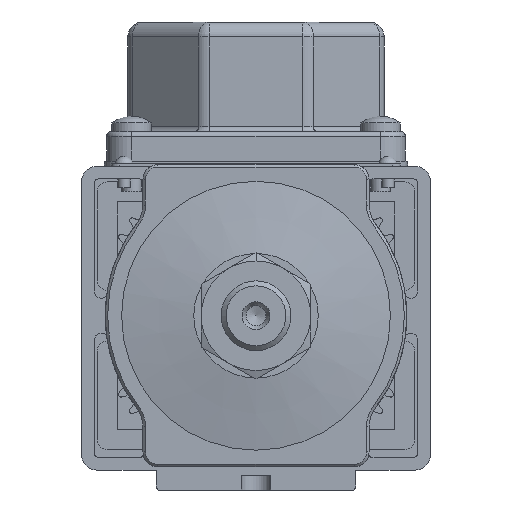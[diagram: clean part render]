
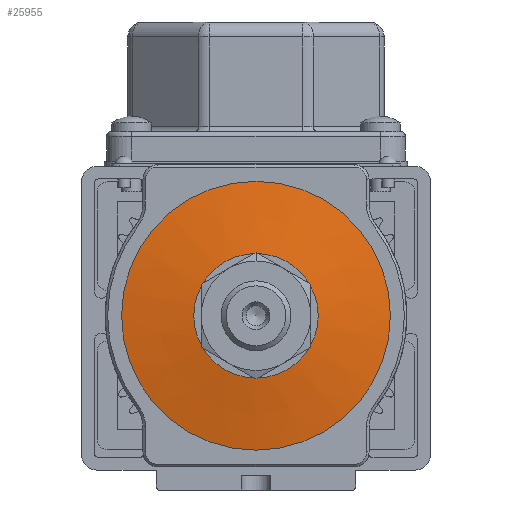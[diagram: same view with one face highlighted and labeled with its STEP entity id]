
A CAD part, front view. The second image highlights one B-rep face of the part: STEP entity #25955.
In plain terms, the highlighted conical face has half-angle 80.218 degrees and reference radius 27 mm.
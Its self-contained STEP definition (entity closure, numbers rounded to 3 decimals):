
#3105=VECTOR('',#29610,1.);
#5231=LINE('',#34923,#3105);
#7356=CONICAL_SURFACE('',#27456,27.,1.4);
#7408=VERTEX_POINT('',#34905);
#7413=VERTEX_POINT('',#34920);
#10046=CIRCLE('',#27446,12.5);
#10051=CIRCLE('',#27455,27.);
#10736=EDGE_CURVE('',#7408,#7408,#10046,.T.);
#10743=EDGE_CURVE('',#7413,#7413,#10051,.T.);
#10744=EDGE_CURVE('',#7413,#7408,#5231,.T.);
#14746=ORIENTED_EDGE('',*,*,#10744,.T.);
#14747=ORIENTED_EDGE('',*,*,#10736,.T.);
#14748=ORIENTED_EDGE('',*,*,#10744,.F.);
#14749=ORIENTED_EDGE('',*,*,#10743,.F.);
#22728=EDGE_LOOP('',(#14746,#14747,#14748,#14749));
#24343=FACE_BOUND('',#22728,.T.);
#25955=ADVANCED_FACE('',(#24343),#7356,.T.);
#27446=AXIS2_PLACEMENT_3D('',#34904,#29588,#29589);
#27455=AXIS2_PLACEMENT_3D('',#34921,#29606,#29607);
#27456=AXIS2_PLACEMENT_3D('',#34922,#29608,#29609);
#29588=DIRECTION('',(0.,1.,0.));
#29589=DIRECTION('',(0.,0.,12.5));
#29606=DIRECTION('',(0.,1.,0.));
#29607=DIRECTION('',(0.,0.,27.));
#29608=DIRECTION('',(0.,1.,0.));
#29609=DIRECTION('',(0.,0.,27.));
#29610=DIRECTION('',(0.,-0.17,-0.985));
#34904=CARTESIAN_POINT('',(0.,-48.,0.));
#34905=CARTESIAN_POINT('',(0.,-48.,12.5));
#34920=CARTESIAN_POINT('',(0.,-45.5,27.));
#34921=CARTESIAN_POINT('',(0.,-45.5,0.));
#34922=CARTESIAN_POINT('',(0.,-45.5,0.));
#34923=CARTESIAN_POINT('',(0.,-48.25,11.05));
